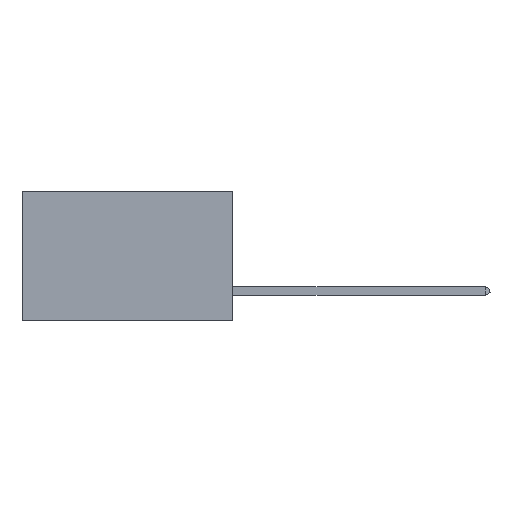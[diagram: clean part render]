
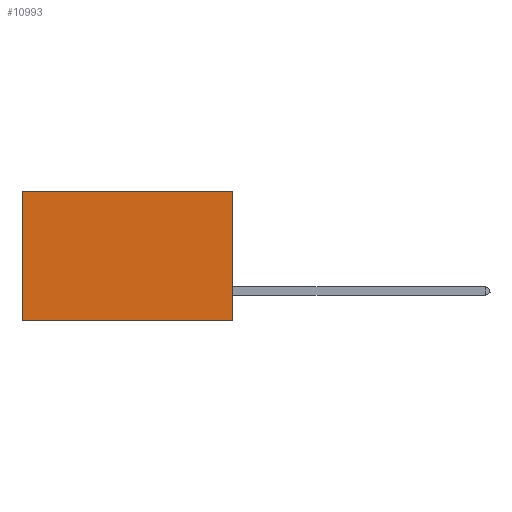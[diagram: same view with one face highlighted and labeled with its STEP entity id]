
A CAD part, left-side view. The second image highlights one B-rep face of the part: STEP entity #10993.
In plain terms, the highlighted planar face has unit normal (-1, 0, 0).
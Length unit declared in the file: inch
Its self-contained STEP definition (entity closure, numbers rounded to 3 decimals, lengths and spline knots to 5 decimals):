
#594 = VERTEX_POINT ( 'NONE', #13544 ) ;
#1794 = EDGE_LOOP ( 'NONE', ( #11305, #10579, #10447, #10420 ) ) ;
#2346 = DIRECTION ( 'NONE',  ( 0., 0., -1. ) ) ;
#3733 = CARTESIAN_POINT ( 'NONE',  ( 0.2875, 0., 0. ) ) ;
#3953 = DIRECTION ( 'NONE',  ( 0., 1., 0. ) ) ;
#4492 = DIRECTION ( 'NONE',  ( 0., 0., -1. ) ) ;
#4835 = LINE ( 'NONE', #26234, #20461 ) ;
#5054 = VECTOR ( 'NONE', #2346, 39.37008 ) ;
#5168 = DIRECTION ( 'NONE',  ( 1., 0., 0. ) ) ;
#6438 = VECTOR ( 'NONE', #14617, 39.37008 ) ;
#6878 = DIRECTION ( 'NONE',  ( 0., 0., -1. ) ) ;
#7989 = CARTESIAN_POINT ( 'NONE',  ( 0.2875, 0.6, -0.37 ) ) ;
#8482 = LINE ( 'NONE', #9092, #18681 ) ;
#9092 = CARTESIAN_POINT ( 'NONE',  ( 0.2875, 0.6, 0. ) ) ;
#9795 = VERTEX_POINT ( 'NONE', #25953 ) ;
#9920 = VERTEX_POINT ( 'NONE', #7989 ) ;
#10420 = ORIENTED_EDGE ( 'NONE', *, *, #15469, .T. ) ;
#10447 = ORIENTED_EDGE ( 'NONE', *, *, #23924, .F. ) ;
#10579 = ORIENTED_EDGE ( 'NONE', *, *, #15895, .F. ) ;
#10747 = CARTESIAN_POINT ( 'NONE',  ( 0.2875, 0., 0. ) ) ;
#10993 = ADVANCED_FACE ( 'NONE', ( #25822 ), #23963, .F. ) ;
#11305 = ORIENTED_EDGE ( 'NONE', *, *, #18112, .T. ) ;
#12377 = CARTESIAN_POINT ( 'NONE',  ( 0.2875, 0., 0. ) ) ;
#13355 = LINE ( 'NONE', #12377, #5054 ) ;
#13544 = CARTESIAN_POINT ( 'NONE',  ( 0.2875, 0.6, 0. ) ) ;
#14617 = DIRECTION ( 'NONE',  ( 0., 1., 0. ) ) ;
#15469 = EDGE_CURVE ( 'NONE', #9795, #594, #17569, .T. ) ;
#15895 = EDGE_CURVE ( 'NONE', #24322, #9920, #4835, .T. ) ;
#17569 = LINE ( 'NONE', #10747, #6438 ) ;
#17575 = CARTESIAN_POINT ( 'NONE',  ( 0.2875, 0., -0.37 ) ) ;
#18112 = EDGE_CURVE ( 'NONE', #594, #9920, #8482, .T. ) ;
#18681 = VECTOR ( 'NONE', #6878, 39.37008 ) ;
#18928 = AXIS2_PLACEMENT_3D ( 'NONE', #3733, #5168, #4492 ) ;
#20461 = VECTOR ( 'NONE', #3953, 39.37008 ) ;
#23924 = EDGE_CURVE ( 'NONE', #9795, #24322, #13355, .T. ) ;
#23963 = PLANE ( 'NONE',  #18928 ) ;
#24322 = VERTEX_POINT ( 'NONE', #17575 ) ;
#25822 = FACE_OUTER_BOUND ( 'NONE', #1794, .T. ) ;
#25953 = CARTESIAN_POINT ( 'NONE',  ( 0.2875, 0., 0. ) ) ;
#26234 = CARTESIAN_POINT ( 'NONE',  ( 0.2875, 0., -0.37 ) ) ;
